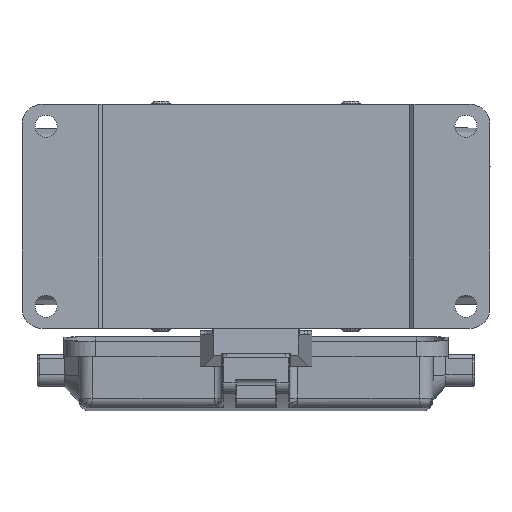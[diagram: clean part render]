
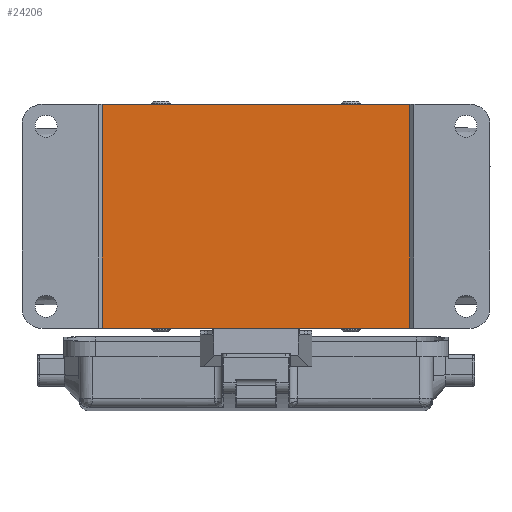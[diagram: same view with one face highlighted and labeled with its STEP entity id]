
A CAD part, front view. The second image highlights one B-rep face of the part: STEP entity #24206.
In plain terms, the highlighted planar face has unit normal (0, -1, 0).
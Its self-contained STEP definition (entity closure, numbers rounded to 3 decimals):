
#81 = EDGE_LOOP ( 'NONE', ( #8102, #8104, #8103, #8101 ) ) ;
#8101 = ORIENTED_EDGE ( 'NONE', *, *, #13790, .F. ) ;
#8102 = ORIENTED_EDGE ( 'NONE', *, *, #14009, .F. ) ;
#8103 = ORIENTED_EDGE ( 'NONE', *, *, #14014, .F. ) ;
#8104 = ORIENTED_EDGE ( 'NONE', *, *, #14004, .F. ) ;
#8576 = VECTOR ( 'NONE', #21302, 1000. ) ;
#8745 = VECTOR ( 'NONE', #22335, 1000. ) ;
#8751 = VECTOR ( 'NONE', #22350, 1000. ) ;
#8756 = VECTOR ( 'NONE', #22365, 1000. ) ;
#13790 = EDGE_CURVE ( 'NONE', #18362, #18360, #21300, .T. ) ;
#14004 = EDGE_CURVE ( 'NONE', #18358, #18364, #22333, .T. ) ;
#14009 = EDGE_CURVE ( 'NONE', #18364, #18362, #22348, .T. ) ;
#14014 = EDGE_CURVE ( 'NONE', #18360, #18358, #22363, .T. ) ;
#18358 = VERTEX_POINT ( 'NONE', #23621 ) ;
#18360 = VERTEX_POINT ( 'NONE', #23623 ) ;
#18362 = VERTEX_POINT ( 'NONE', #23625 ) ;
#18364 = VERTEX_POINT ( 'NONE', #23627 ) ;
#21300 = LINE ( 'NONE', #21301, #8576 ) ;
#21301 = CARTESIAN_POINT ( 'NONE',  ( 58.5, -23., -28. ) ) ;
#21302 = DIRECTION ( 'NONE',  ( -1., 0., 0. ) ) ;
#22333 = LINE ( 'NONE', #22334, #8745 ) ;
#22334 = CARTESIAN_POINT ( 'NONE',  ( 38.5, -23., 28. ) ) ;
#22335 = DIRECTION ( 'NONE',  ( 1., 0., 0. ) ) ;
#22348 = LINE ( 'NONE', #22349, #8751 ) ;
#22349 = CARTESIAN_POINT ( 'NONE',  ( 38.5, -23., 33.6 ) ) ;
#22350 = DIRECTION ( 'NONE',  ( 0., 0., -1. ) ) ;
#22363 = LINE ( 'NONE', #22364, #8756 ) ;
#22364 = CARTESIAN_POINT ( 'NONE',  ( -38.5, -23., 33.6 ) ) ;
#22365 = DIRECTION ( 'NONE',  ( 0., 0., 1. ) ) ;
#23621 = CARTESIAN_POINT ( 'NONE',  ( -38.5, -23., 28. ) ) ;
#23623 = CARTESIAN_POINT ( 'NONE',  ( -38.5, -23., -28. ) ) ;
#23625 = CARTESIAN_POINT ( 'NONE',  ( 38.5, -23., -28. ) ) ;
#23627 = CARTESIAN_POINT ( 'NONE',  ( 38.5, -23., 28. ) ) ;
#24206 = ADVANCED_FACE ( 'NONE', ( #24736 ), #25755, .F. ) ;
#24736 = FACE_OUTER_BOUND ( 'NONE', #81, .T. ) ;
#24738 = AXIS2_PLACEMENT_3D ( 'NONE', #25756, #25757, #25758 ) ;
#25755 = PLANE ( 'NONE',  #24738 ) ;
#25756 = CARTESIAN_POINT ( 'NONE',  ( 38.5, -23., 33.6 ) ) ;
#25757 = DIRECTION ( 'NONE',  ( 0., 1., 0. ) ) ;
#25758 = DIRECTION ( 'NONE',  ( 0., 0., 1. ) ) ;
